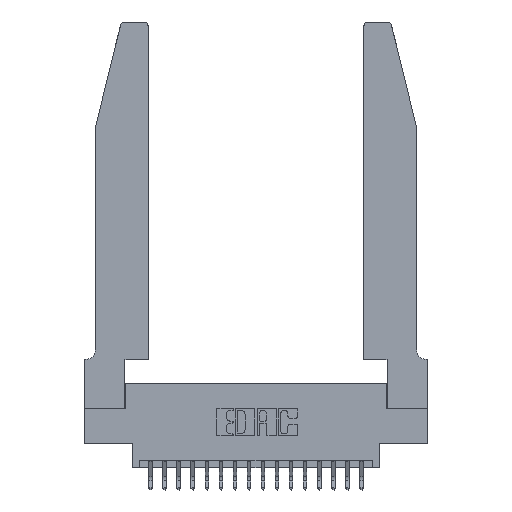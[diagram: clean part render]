
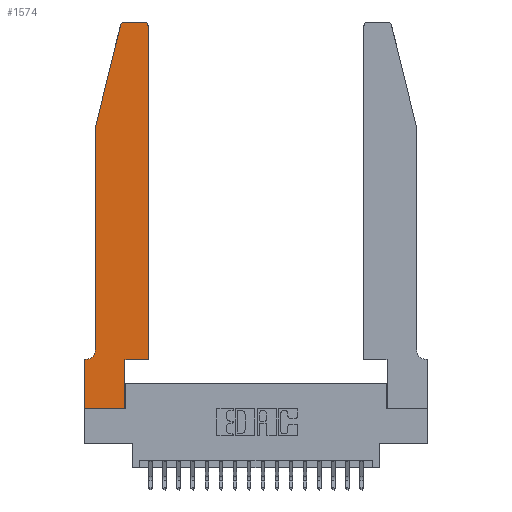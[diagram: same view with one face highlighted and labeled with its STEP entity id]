
A CAD part, top view. The second image highlights one B-rep face of the part: STEP entity #1574.
In plain terms, the highlighted planar face has unit normal (0, 0, 1).
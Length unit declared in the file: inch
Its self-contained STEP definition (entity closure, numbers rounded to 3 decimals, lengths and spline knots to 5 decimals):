
#480 = VECTOR ( 'NONE', #20587, 39.37008 ) ;
#601 = CARTESIAN_POINT ( 'NONE',  ( 0., 0., 0.37 ) ) ;
#1003 = LINE ( 'NONE', #12594, #480 ) ;
#1153 = EDGE_LOOP ( 'NONE', ( #6604, #18137, #20502, #6452, #10105, #2992, #18730, #9282, #9460, #1650, #9362, #16489 ) ) ;
#1283 = LINE ( 'NONE', #20061, #18210 ) ;
#1319 = VECTOR ( 'NONE', #1365, 39.37008 ) ;
#1365 = DIRECTION ( 'NONE',  ( 0., -1., 0. ) ) ;
#1449 = VERTEX_POINT ( 'NONE', #7904 ) ;
#1574 = ADVANCED_FACE ( 'NONE', ( #11743 ), #5150, .T. ) ;
#1650 = ORIENTED_EDGE ( 'NONE', *, *, #7567, .T. ) ;
#1678 = LINE ( 'NONE', #14045, #18090 ) ;
#1686 = VECTOR ( 'NONE', #3290, 39.37008 ) ;
#1716 = CARTESIAN_POINT ( 'NONE',  ( 0.0755, 2., 0.37 ) ) ;
#1834 = LINE ( 'NONE', #9626, #1319 ) ;
#1936 = AXIS2_PLACEMENT_3D ( 'NONE', #4234, #15702, #5888 ) ;
#2023 = VERTEX_POINT ( 'NONE', #19967 ) ;
#2649 = EDGE_CURVE ( 'NONE', #2023, #14593, #1834, .T. ) ;
#2992 = ORIENTED_EDGE ( 'NONE', *, *, #5118, .T. ) ;
#3286 = EDGE_CURVE ( 'NONE', #12681, #4088, #13721, .T. ) ;
#3290 = DIRECTION ( 'NONE',  ( 1., 0., 0. ) ) ;
#3327 = VERTEX_POINT ( 'NONE', #8409 ) ;
#3947 = EDGE_CURVE ( 'NONE', #4088, #13429, #1283, .T. ) ;
#4088 = VERTEX_POINT ( 'NONE', #18716 ) ;
#4136 = CARTESIAN_POINT ( 'NONE',  ( 0., 0., 0.37 ) ) ;
#4234 = CARTESIAN_POINT ( 'NONE',  ( 0.0055, 0.42, 0.37 ) ) ;
#4440 = VECTOR ( 'NONE', #11641, 39.37008 ) ;
#4793 = CARTESIAN_POINT ( 'NONE',  ( 0.0055, 0.35, 0.37 ) ) ;
#4908 = CARTESIAN_POINT ( 'NONE',  ( 0.0755, 0.35, 0.37 ) ) ;
#5118 = EDGE_CURVE ( 'NONE', #6079, #2023, #14669, .T. ) ;
#5150 = PLANE ( 'NONE',  #7515 ) ;
#5367 = CARTESIAN_POINT ( 'NONE',  ( 0.0755, 0.42, 0.37 ) ) ;
#5826 = DIRECTION ( 'NONE',  ( 0., 1., 0. ) ) ;
#5888 = DIRECTION ( 'NONE',  ( -1., 0., 0. ) ) ;
#6079 = VERTEX_POINT ( 'NONE', #4793 ) ;
#6097 = DIRECTION ( 'NONE',  ( 0., 0., 1. ) ) ;
#6277 = CARTESIAN_POINT ( 'NONE',  ( 0., 0.35, 0.37 ) ) ;
#6452 = ORIENTED_EDGE ( 'NONE', *, *, #3947, .T. ) ;
#6576 = DIRECTION ( 'NONE',  ( -1., 0., 0. ) ) ;
#6577 = CARTESIAN_POINT ( 'NONE',  ( 0.4505, 0.35, 0.37 ) ) ;
#6604 = ORIENTED_EDGE ( 'NONE', *, *, #17057, .T. ) ;
#6681 = DIRECTION ( 'NONE',  ( 1., 0., 0. ) ) ;
#6762 = DIRECTION ( 'NONE',  ( 0., 0., 1. ) ) ;
#7062 = DIRECTION ( 'NONE',  ( 0., -1., 0. ) ) ;
#7515 = AXIS2_PLACEMENT_3D ( 'NONE', #6277, #6097, #6681 ) ;
#7567 = EDGE_CURVE ( 'NONE', #17874, #9611, #14855, .T. ) ;
#7680 = CARTESIAN_POINT ( 'NONE',  ( 0.4205, 2.72, 0.37 ) ) ;
#7904 = CARTESIAN_POINT ( 'NONE',  ( 0.284, 2.75, 0.37 ) ) ;
#8409 = CARTESIAN_POINT ( 'NONE',  ( 0.4205, 2.75, 0.37 ) ) ;
#9282 = ORIENTED_EDGE ( 'NONE', *, *, #12849, .T. ) ;
#9301 = DIRECTION ( 'NONE',  ( 1., 0., 0. ) ) ;
#9362 = ORIENTED_EDGE ( 'NONE', *, *, #12405, .T. ) ;
#9427 = VECTOR ( 'NONE', #13803, 39.37008 ) ;
#9460 = ORIENTED_EDGE ( 'NONE', *, *, #16199, .T. ) ;
#9611 = VERTEX_POINT ( 'NONE', #6577 ) ;
#9626 = CARTESIAN_POINT ( 'NONE',  ( 0., 0., 0.37 ) ) ;
#9819 = CARTESIAN_POINT ( 'NONE',  ( 0.2605, 2.75, 0.37 ) ) ;
#10067 = VERTEX_POINT ( 'NONE', #16345 ) ;
#10105 = ORIENTED_EDGE ( 'NONE', *, *, #19711, .T. ) ;
#11327 = AXIS2_PLACEMENT_3D ( 'NONE', #16541, #6762, #18155 ) ;
#11343 = VECTOR ( 'NONE', #16366, 39.37008 ) ;
#11641 = DIRECTION ( 'NONE',  ( -0.239, -0.971, 0. ) ) ;
#11743 = FACE_OUTER_BOUND ( 'NONE', #1153, .T. ) ;
#12405 = EDGE_CURVE ( 'NONE', #9611, #10067, #1678, .T. ) ;
#12594 = CARTESIAN_POINT ( 'NONE',  ( 0.2865, 0.35, 0.37 ) ) ;
#12681 = VERTEX_POINT ( 'NONE', #19781 ) ;
#12849 = EDGE_CURVE ( 'NONE', #14593, #15303, #18071, .T. ) ;
#13429 = VERTEX_POINT ( 'NONE', #5367 ) ;
#13721 = LINE ( 'NONE', #1716, #4440 ) ;
#13803 = DIRECTION ( 'NONE',  ( 1., 0., 0. ) ) ;
#14045 = CARTESIAN_POINT ( 'NONE',  ( 0.4505, 0.35, 0.37 ) ) ;
#14593 = VERTEX_POINT ( 'NONE', #4136 ) ;
#14669 = LINE ( 'NONE', #4908, #11343 ) ;
#14855 = LINE ( 'NONE', #21167, #1686 ) ;
#15282 = CARTESIAN_POINT ( 'NONE',  ( 0.2865, 0.35, 0.37 ) ) ;
#15303 = VERTEX_POINT ( 'NONE', #21116 ) ;
#15702 = DIRECTION ( 'NONE',  ( 0., 0., -1. ) ) ;
#15923 = EDGE_CURVE ( 'NONE', #1449, #12681, #18695, .T. ) ;
#16199 = EDGE_CURVE ( 'NONE', #15303, #17874, #1003, .T. ) ;
#16345 = CARTESIAN_POINT ( 'NONE',  ( 0.4505, 2.72, 0.37 ) ) ;
#16366 = DIRECTION ( 'NONE',  ( -1., 0., 0. ) ) ;
#16489 = ORIENTED_EDGE ( 'NONE', *, *, #18777, .T. ) ;
#16541 = CARTESIAN_POINT ( 'NONE',  ( 0.284, 2.72, 0.37 ) ) ;
#16817 = CIRCLE ( 'NONE', #21065, 0.03 ) ;
#17057 = EDGE_CURVE ( 'NONE', #3327, #1449, #18873, .T. ) ;
#17274 = CIRCLE ( 'NONE', #1936, 0.07 ) ;
#17874 = VERTEX_POINT ( 'NONE', #15282 ) ;
#18071 = LINE ( 'NONE', #601, #9427 ) ;
#18090 = VECTOR ( 'NONE', #5826, 39.37008 ) ;
#18137 = ORIENTED_EDGE ( 'NONE', *, *, #15923, .T. ) ;
#18155 = DIRECTION ( 'NONE',  ( 1., 0., 0. ) ) ;
#18210 = VECTOR ( 'NONE', #7062, 39.37008 ) ;
#18366 = VECTOR ( 'NONE', #6576, 39.37008 ) ;
#18695 = CIRCLE ( 'NONE', #11327, 0.03 ) ;
#18716 = CARTESIAN_POINT ( 'NONE',  ( 0.0755, 2., 0.37 ) ) ;
#18730 = ORIENTED_EDGE ( 'NONE', *, *, #2649, .T. ) ;
#18777 = EDGE_CURVE ( 'NONE', #10067, #3327, #16817, .T. ) ;
#18873 = LINE ( 'NONE', #9819, #18366 ) ;
#19028 = DIRECTION ( 'NONE',  ( 0., 0., 1. ) ) ;
#19711 = EDGE_CURVE ( 'NONE', #13429, #6079, #17274, .T. ) ;
#19781 = CARTESIAN_POINT ( 'NONE',  ( 0.25487, 2.72718, 0.37 ) ) ;
#19967 = CARTESIAN_POINT ( 'NONE',  ( 0., 0.35, 0.37 ) ) ;
#20061 = CARTESIAN_POINT ( 'NONE',  ( 0.0755, 2., 0.37 ) ) ;
#20502 = ORIENTED_EDGE ( 'NONE', *, *, #3286, .T. ) ;
#20587 = DIRECTION ( 'NONE',  ( 0., 1., 0. ) ) ;
#21065 = AXIS2_PLACEMENT_3D ( 'NONE', #7680, #19028, #9301 ) ;
#21116 = CARTESIAN_POINT ( 'NONE',  ( 0.2865, 0., 0.37 ) ) ;
#21167 = CARTESIAN_POINT ( 'NONE',  ( 0.4505, 0.35, 0.37 ) ) ;
